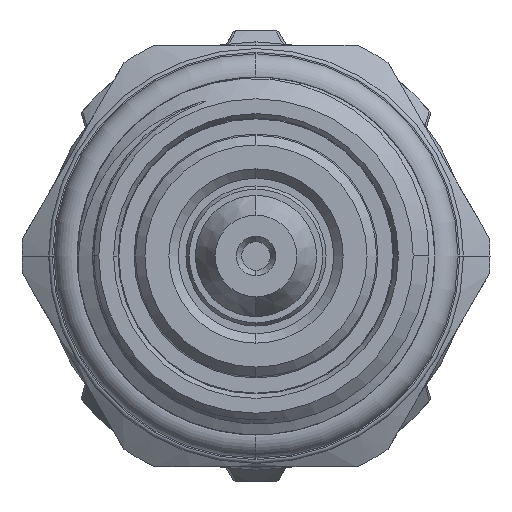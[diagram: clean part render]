
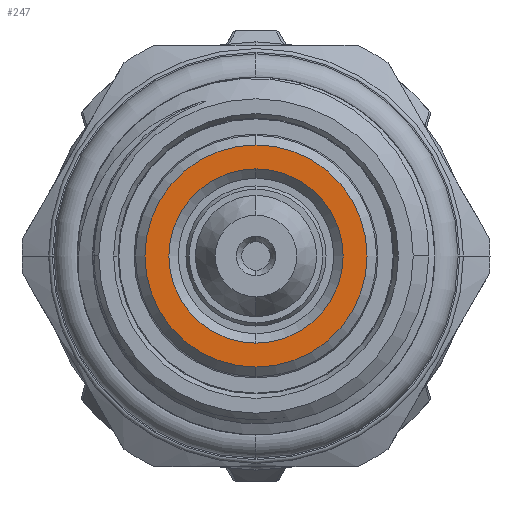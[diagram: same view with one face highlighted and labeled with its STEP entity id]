
A CAD part, left-side view. The second image highlights one B-rep face of the part: STEP entity #247.
In plain terms, the highlighted planar face has unit normal (-1, 0, 0).
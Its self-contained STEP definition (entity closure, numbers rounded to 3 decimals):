
#61 = CARTESIAN_POINT ( 'NONE',  ( 0., 0., 0. ) ) ;
#247 = ADVANCED_FACE ( 'NONE', ( #13017, #10298 ), #658, .F. ) ;
#658 = PLANE ( 'NONE',  #4415 ) ;
#1091 = AXIS2_PLACEMENT_3D ( 'NONE', #1695, #3726, #6794 ) ;
#1414 = CARTESIAN_POINT ( 'NONE',  ( 0., 0., 0. ) ) ;
#1420 = EDGE_CURVE ( 'NONE', #8251, #2714, #2028, .T. ) ;
#1586 = AXIS2_PLACEMENT_3D ( 'NONE', #1414, #5603, #12871 ) ;
#1695 = CARTESIAN_POINT ( 'NONE',  ( 0., 0., 0. ) ) ;
#1851 = CIRCLE ( 'NONE', #1586, 4.59 ) ;
#2026 = DIRECTION ( 'NONE',  ( 0., 0., -1. ) ) ;
#2028 = CIRCLE ( 'NONE', #3063, 4.59 ) ;
#2314 = EDGE_CURVE ( 'NONE', #3771, #5451, #12262, .T. ) ;
#2631 = EDGE_CURVE ( 'NONE', #2714, #8251, #1851, .T. ) ;
#2714 = VERTEX_POINT ( 'NONE', #3582 ) ;
#2840 = CARTESIAN_POINT ( 'NONE',  ( 0., 0., 0. ) ) ;
#3063 = AXIS2_PLACEMENT_3D ( 'NONE', #61, #10434, #8512 ) ;
#3557 = EDGE_LOOP ( 'NONE', ( #6475, #7418 ) ) ;
#3582 = CARTESIAN_POINT ( 'NONE',  ( 0., 0., 4.59 ) ) ;
#3726 = DIRECTION ( 'NONE',  ( -1., 0., 0. ) ) ;
#3771 = VERTEX_POINT ( 'NONE', #10125 ) ;
#3829 = DIRECTION ( 'NONE',  ( 1., 0., 0. ) ) ;
#3976 = CARTESIAN_POINT ( 'NONE',  ( 0., 0., 0. ) ) ;
#4255 = CARTESIAN_POINT ( 'NONE',  ( 0., 0., 5.85 ) ) ;
#4415 = AXIS2_PLACEMENT_3D ( 'NONE', #2840, #3829, #4826 ) ;
#4826 = DIRECTION ( 'NONE',  ( 0., 0., -1. ) ) ;
#5013 = DIRECTION ( 'NONE',  ( -1., 0., 0. ) ) ;
#5451 = VERTEX_POINT ( 'NONE', #4255 ) ;
#5603 = DIRECTION ( 'NONE',  ( 1., 0., 0. ) ) ;
#5704 = ORIENTED_EDGE ( 'NONE', *, *, #1420, .T. ) ;
#6475 = ORIENTED_EDGE ( 'NONE', *, *, #2314, .T. ) ;
#6766 = EDGE_LOOP ( 'NONE', ( #8232, #5704 ) ) ;
#6794 = DIRECTION ( 'NONE',  ( 0., 0., -1. ) ) ;
#7355 = CARTESIAN_POINT ( 'NONE',  ( 0., 0., -4.59 ) ) ;
#7418 = ORIENTED_EDGE ( 'NONE', *, *, #11577, .T. ) ;
#8109 = AXIS2_PLACEMENT_3D ( 'NONE', #3976, #5013, #2026 ) ;
#8232 = ORIENTED_EDGE ( 'NONE', *, *, #2631, .T. ) ;
#8251 = VERTEX_POINT ( 'NONE', #7355 ) ;
#8512 = DIRECTION ( 'NONE',  ( 0., 0., -1. ) ) ;
#8680 = CIRCLE ( 'NONE', #8109, 5.85 ) ;
#10125 = CARTESIAN_POINT ( 'NONE',  ( 0., 0., -5.85 ) ) ;
#10298 = FACE_OUTER_BOUND ( 'NONE', #3557, .T. ) ;
#10434 = DIRECTION ( 'NONE',  ( 1., 0., 0. ) ) ;
#11577 = EDGE_CURVE ( 'NONE', #5451, #3771, #8680, .T. ) ;
#12262 = CIRCLE ( 'NONE', #1091, 5.85 ) ;
#12871 = DIRECTION ( 'NONE',  ( 0., 0., -1. ) ) ;
#13017 = FACE_BOUND ( 'NONE', #6766, .T. ) ;
